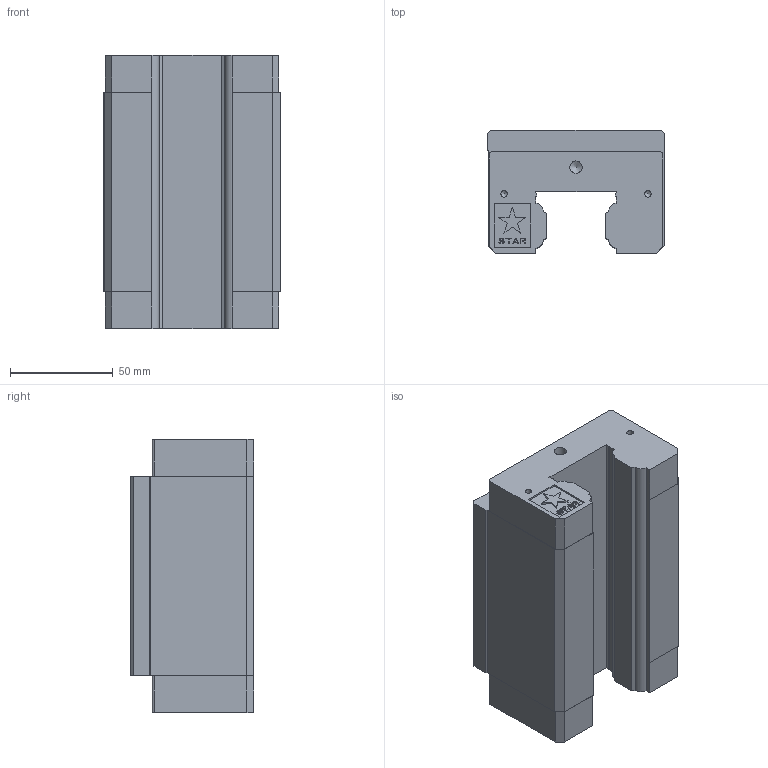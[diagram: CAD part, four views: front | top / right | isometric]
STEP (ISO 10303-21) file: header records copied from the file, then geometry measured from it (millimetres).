
FILE_DESCRIPTION (( 'STEP AP214' ), '1' );
FILE_NAME ('Rexroth-Runner-Block-R162141410.step', '2020-07-02T09:05:22', ( '' ), ( '' ), 'SwSTEP 2.0', 'SolidWorks 2010', '' );
FILE_SCHEMA (( 'AUTOMOTIVE_DESIGN' ));
Length unit declared in the file: millimetre
Products named in the file (1): Rexroth-Runner-Block-R162141410
Bounding box: 86 x 60 x 133 mm (x, y, z)
Volume: 508051.4 mm3; surface area: 58037.8 mm2
Topology: 1 solids, 1 shells, 314 faces, 888 edges, 592 vertices
Faces by surface type: plane 286, cylinder 18, cone 10
Full cylindrical faces by diameter (mm): 3.2 x4, 6 x2, 8 x4
Entity records: 9742 total; most frequent: CARTESIAN_POINT 1735, ORIENTED_EDGE 1696, DIRECTION 1514, EDGE_CURVE 848, LINE 812, VECTOR 812, VERTEX_POINT 572, AXIS2_PLACEMENT_3D 351
